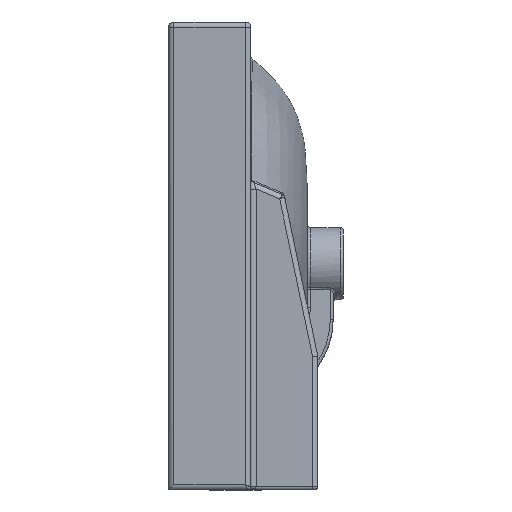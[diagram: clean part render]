
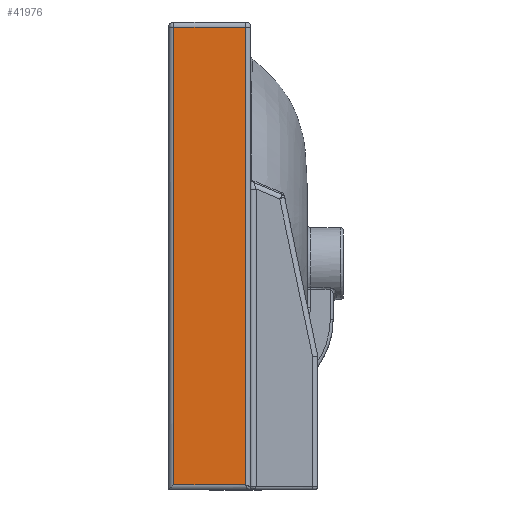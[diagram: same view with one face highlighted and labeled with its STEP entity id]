
A CAD part, left-side view. The second image highlights one B-rep face of the part: STEP entity #41976.
In plain terms, the highlighted planar face has unit normal (-1, 0, 0).
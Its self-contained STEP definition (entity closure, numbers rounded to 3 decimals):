
#764 = CARTESIAN_POINT ( 'NONE',  ( -365., 120., 222.5 ) ) ;
#902 = VECTOR ( 'NONE', #58351, 1000. ) ;
#3265 = EDGE_CURVE ( 'NONE', #15232, #55565, #6833, .T. ) ;
#6833 = LINE ( 'NONE', #764, #19258 ) ;
#10567 = CARTESIAN_POINT ( 'NONE',  ( -365., 120., 227.5 ) ) ;
#10719 = ORIENTED_EDGE ( 'NONE', *, *, #24448, .T. ) ;
#13303 = VECTOR ( 'NONE', #43926, 1000. ) ;
#15232 = VERTEX_POINT ( 'NONE', #68139 ) ;
#16111 = VERTEX_POINT ( 'NONE', #25177 ) ;
#19258 = VECTOR ( 'NONE', #50600, 1000. ) ;
#19607 = LINE ( 'NONE', #69460, #13303 ) ;
#19754 = EDGE_CURVE ( 'NONE', #55565, #48977, #19607, .T. ) ;
#24448 = EDGE_CURVE ( 'NONE', #48977, #16111, #31569, .T. ) ;
#25177 = CARTESIAN_POINT ( 'NONE',  ( -365., 45., -222.5 ) ) ;
#25482 = CARTESIAN_POINT ( 'NONE',  ( -365., 43., -222.5 ) ) ;
#31156 = ORIENTED_EDGE ( 'NONE', *, *, #67649, .T. ) ;
#31569 = LINE ( 'NONE', #25482, #72890 ) ;
#39068 = AXIS2_PLACEMENT_3D ( 'NONE', #10567, #71789, #42156 ) ;
#41757 = PLANE ( 'NONE',  #39068 ) ;
#41976 = ADVANCED_FACE ( 'NONE', ( #66885 ), #41757, .F. ) ;
#42156 = DIRECTION ( 'NONE',  ( 0., 0., -1. ) ) ;
#42757 = CARTESIAN_POINT ( 'NONE',  ( -365., 115., -222.5 ) ) ;
#43926 = DIRECTION ( 'NONE',  ( 0., 0., -1. ) ) ;
#46977 = CARTESIAN_POINT ( 'NONE',  ( -365., 45., 227.5 ) ) ;
#48977 = VERTEX_POINT ( 'NONE', #42757 ) ;
#50600 = DIRECTION ( 'NONE',  ( 0., 1., 0. ) ) ;
#55565 = VERTEX_POINT ( 'NONE', #62949 ) ;
#58351 = DIRECTION ( 'NONE',  ( 0., 0., 1. ) ) ;
#58677 = EDGE_LOOP ( 'NONE', ( #10719, #31156, #70655, #69044 ) ) ;
#62949 = CARTESIAN_POINT ( 'NONE',  ( -365., 115., 222.5 ) ) ;
#65233 = LINE ( 'NONE', #46977, #902 ) ;
#66885 = FACE_OUTER_BOUND ( 'NONE', #58677, .T. ) ;
#67649 = EDGE_CURVE ( 'NONE', #16111, #15232, #65233, .T. ) ;
#68139 = CARTESIAN_POINT ( 'NONE',  ( -365., 45., 222.5 ) ) ;
#69044 = ORIENTED_EDGE ( 'NONE', *, *, #19754, .T. ) ;
#69460 = CARTESIAN_POINT ( 'NONE',  ( -365., 115., 227.5 ) ) ;
#70655 = ORIENTED_EDGE ( 'NONE', *, *, #3265, .T. ) ;
#71789 = DIRECTION ( 'NONE',  ( 1., 0., 0. ) ) ;
#72890 = VECTOR ( 'NONE', #75739, 1000. ) ;
#75739 = DIRECTION ( 'NONE',  ( 0., -1., 0. ) ) ;
